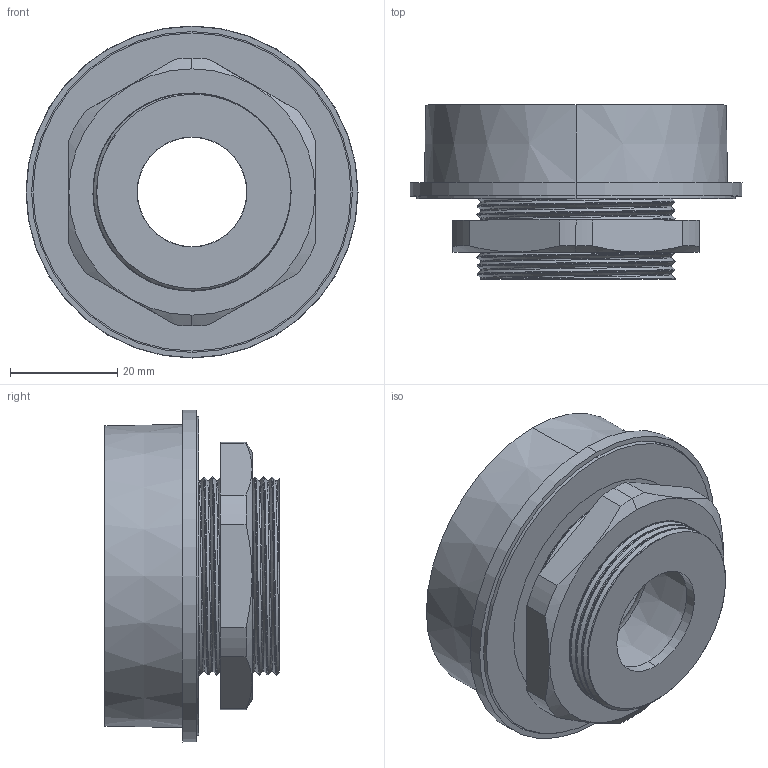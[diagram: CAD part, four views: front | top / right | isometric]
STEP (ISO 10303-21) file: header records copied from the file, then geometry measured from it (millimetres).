
FILE_DESCRIPTION (( 'STEP AP203' ), '1' );
FILE_NAME ('26070004.step', '2020-08-20T17:32:00', ( '' ), ( '' ), 'SwSTEP 2.0', 'SolidWorks 2019', '' );
FILE_SCHEMA (( 'CONFIG_CONTROL_DESIGN' ));
Length unit declared in the file: inch
Products named in the file (1): 26070004
Bounding box: 62 x 32.5 x 62 mm (x, y, z)
Volume: 21744.7 mm3; surface area: 16513.5 mm2
Topology: 1 solids, 1 shells, 59 faces, 139 edges, 92 vertices
Faces by surface type: plane 19, cone 14, cylinder 14, bspline 10, torus 2
Entity records: 10608 total; most frequent: CARTESIAN_POINT 9211, ORIENTED_EDGE 278, DIRECTION 257, EDGE_CURVE 139, AXIS2_PLACEMENT_3D 108, VERTEX_POINT 92, EDGE_LOOP 71, FACE_OUTER_BOUND 59
